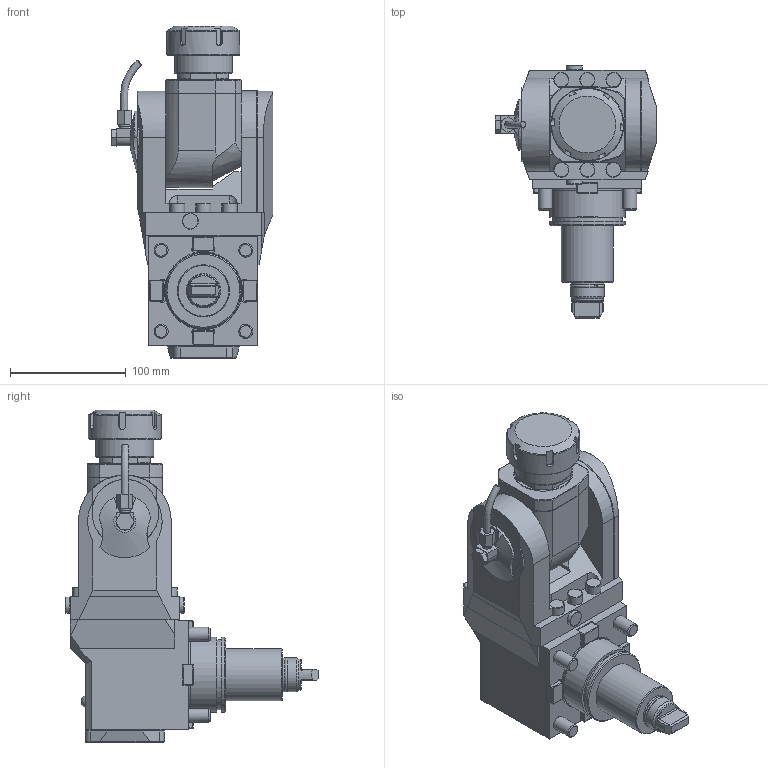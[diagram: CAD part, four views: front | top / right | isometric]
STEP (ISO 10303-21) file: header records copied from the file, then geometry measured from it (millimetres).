
FILE_DESCRIPTION (( 'STEP AP214' ), '1' );
FILE_NAME ('ROPPDH40221UT65P.STEP', '2025-10-01T08:39:50', ( '' ), ( '' ), 'SwSTEP 2.0', 'SolidWorks 2023', '' );
FILE_SCHEMA (( 'AUTOMOTIVE_DESIGN' ));
Length unit declared in the file: millimetre
Products named in the file (1): ROPPDH40221UT65P
Bounding box: 139.7 x 218.15 x 286.53 mm (x, y, z)
Volume: 2225633.1 mm3; surface area: 161635.7 mm2
Topology: 1 solids, 5 shells, 832 faces, 2225 edges, 1451 vertices
Faces by surface type: plane 535, cylinder 134, bspline 94, cone 49, torus 18, sphere 2
Full cylindrical faces by diameter (mm): 1.7 x1, 2.1 x1, 3.3 x1, 4 x2, 6.366 x1, 8.2 x1, 9.8 x1, 10.5 x2, 12 x6, 13 x6, 13.8 x2, 17 x1, 27 x1, 29 x2, 45 x1, 49.1 x1, 50 x1, 60.3 x1, 63 x1, 64.6 x1, 65 x2
Entity records: 35922 total; most frequent: CARTESIAN_POINT 12774, ORIENTED_EDGE 4266, DIRECTION 3584, EDGE_CURVE 2133, VERTEX_POINT 1429, LINE 1424, VECTOR 1424, AXIS2_PLACEMENT_3D 1080
